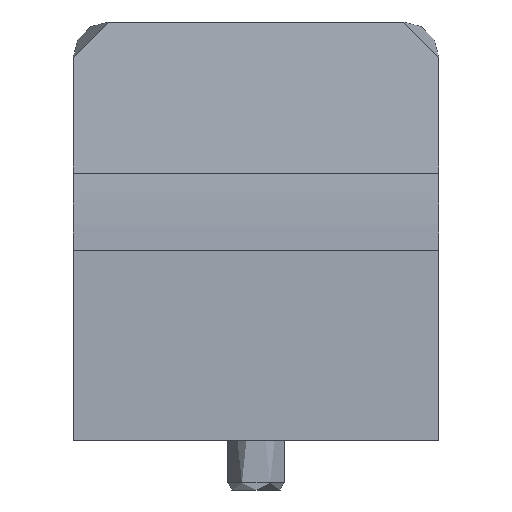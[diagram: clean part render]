
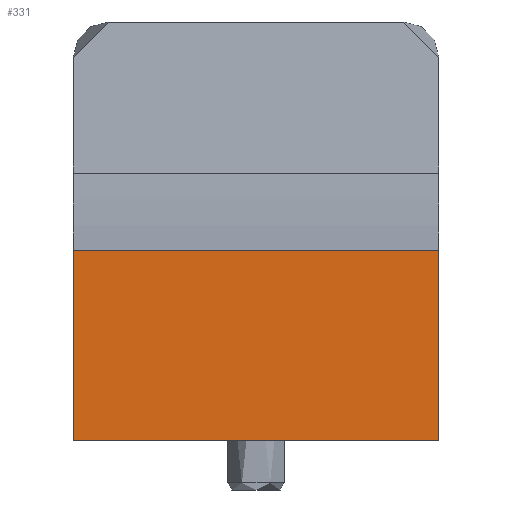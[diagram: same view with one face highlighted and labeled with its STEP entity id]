
A CAD part, left-side view. The second image highlights one B-rep face of the part: STEP entity #331.
In plain terms, the highlighted planar face has unit normal (-1, 0, 0).
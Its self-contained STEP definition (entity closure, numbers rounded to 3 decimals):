
#331 = ADVANCED_FACE ( 'NONE', ( #29612 ), #20257, .F. ) ;
#483 = DIRECTION ( 'NONE',  ( 0., 0., 1. ) ) ;
#1733 = DIRECTION ( 'NONE',  ( 1., 0., 0. ) ) ;
#2205 = CARTESIAN_POINT ( 'NONE',  ( -9., 26., 19.461 ) ) ;
#4224 = ORIENTED_EDGE ( 'NONE', *, *, #5283, .T. ) ;
#5283 = EDGE_CURVE ( 'NONE', #23743, #30545, #19129, .T. ) ;
#6892 = LINE ( 'NONE', #7065, #18912 ) ;
#7065 = CARTESIAN_POINT ( 'NONE',  ( -9., 26., -7.585 ) ) ;
#8389 = ORIENTED_EDGE ( 'NONE', *, *, #10473, .F. ) ;
#8928 = VERTEX_POINT ( 'NONE', #2205 ) ;
#10109 = CARTESIAN_POINT ( 'NONE',  ( -9., -26., -7.585 ) ) ;
#10473 = EDGE_CURVE ( 'NONE', #23743, #16520, #6892, .T. ) ;
#11726 = DIRECTION ( 'NONE',  ( 0., 1., 0. ) ) ;
#12511 = DIRECTION ( 'NONE',  ( 0., 1., 0. ) ) ;
#12575 = DIRECTION ( 'NONE',  ( 0., 0., -1. ) ) ;
#14033 = CARTESIAN_POINT ( 'NONE',  ( -9., 26., 19.461 ) ) ;
#16520 = VERTEX_POINT ( 'NONE', #24704 ) ;
#18912 = VECTOR ( 'NONE', #12511, 1000. ) ;
#19129 = LINE ( 'NONE', #21659, #31800 ) ;
#19188 = VECTOR ( 'NONE', #34043, 1000. ) ;
#19426 = EDGE_LOOP ( 'NONE', ( #8389, #4224, #21935, #28293 ) ) ;
#20257 = PLANE ( 'NONE',  #25660 ) ;
#21659 = CARTESIAN_POINT ( 'NONE',  ( -9., -26., 0. ) ) ;
#21935 = ORIENTED_EDGE ( 'NONE', *, *, #33816, .T. ) ;
#23098 = LINE ( 'NONE', #14033, #33708 ) ;
#23743 = VERTEX_POINT ( 'NONE', #10109 ) ;
#24098 = LINE ( 'NONE', #31132, #19188 ) ;
#24704 = CARTESIAN_POINT ( 'NONE',  ( -9., 26., -7.585 ) ) ;
#25524 = CARTESIAN_POINT ( 'NONE',  ( -9., 26., 0. ) ) ;
#25660 = AXIS2_PLACEMENT_3D ( 'NONE', #25524, #1733, #12575 ) ;
#28293 = ORIENTED_EDGE ( 'NONE', *, *, #29664, .F. ) ;
#29612 = FACE_OUTER_BOUND ( 'NONE', #19426, .T. ) ;
#29664 = EDGE_CURVE ( 'NONE', #16520, #8928, #24098, .T. ) ;
#30545 = VERTEX_POINT ( 'NONE', #32274 ) ;
#31132 = CARTESIAN_POINT ( 'NONE',  ( -9., 26., 0. ) ) ;
#31800 = VECTOR ( 'NONE', #483, 1000. ) ;
#32274 = CARTESIAN_POINT ( 'NONE',  ( -9., -26., 19.461 ) ) ;
#33708 = VECTOR ( 'NONE', #11726, 1000. ) ;
#33816 = EDGE_CURVE ( 'NONE', #30545, #8928, #23098, .T. ) ;
#34043 = DIRECTION ( 'NONE',  ( 0., 0., 1. ) ) ;
